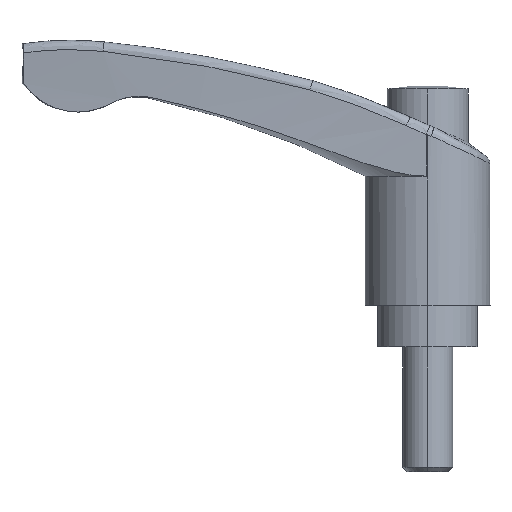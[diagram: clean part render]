
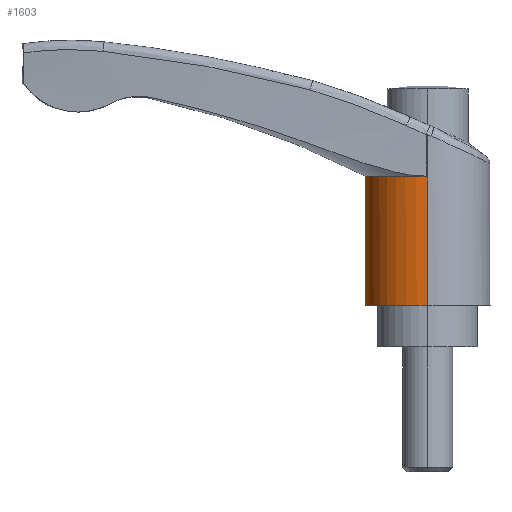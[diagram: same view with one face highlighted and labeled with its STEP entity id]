
A CAD part, left-side view. The second image highlights one B-rep face of the part: STEP entity #1603.
In plain terms, the highlighted cylindrical face has radius 10 mm (diameter 20 mm), a partial arc.
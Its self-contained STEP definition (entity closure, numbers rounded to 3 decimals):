
#22 = DIRECTION ( 'NONE',  ( 0., 0., -1. ) ) ;
#44 = AXIS2_PLACEMENT_3D ( 'NONE', #2124, #22, #1549 ) ;
#69 = B_SPLINE_CURVE_WITH_KNOTS ( 'NONE', 3,
 ( #82, #2139, #2724, #731 ),
 .UNSPECIFIED., .F., .F.,
 ( 4, 4 ),
 ( 0., 0.288 ),
 .UNSPECIFIED. ) ;
#82 = CARTESIAN_POINT ( 'NONE',  ( -9.998, 0.214, 34.035 ) ) ;
#119 = LINE ( 'NONE', #1632, #949 ) ;
#196 = CARTESIAN_POINT ( 'NONE',  ( -9.998, 0.214, 27.358 ) ) ;
#258 = CARTESIAN_POINT ( 'NONE',  ( -9.998, 0.214, 17.029 ) ) ;
#302 = CYLINDRICAL_SURFACE ( 'NONE', #810, 10. ) ;
#405 = EDGE_CURVE ( 'NONE', #2378, #2425, #69, .T. ) ;
#408 = ORIENTED_EDGE ( 'NONE', *, *, #3731, .T. ) ;
#439 = DIRECTION ( 'NONE',  ( 0., 0., 1. ) ) ;
#473 = EDGE_CURVE ( 'NONE', #2378, #772, #669, .T. ) ;
#520 = CARTESIAN_POINT ( 'NONE',  ( 9.998, 0.214, 34.035 ) ) ;
#537 = DIRECTION ( 'NONE',  ( 0., 0., -1. ) ) ;
#546 = CARTESIAN_POINT ( 'NONE',  ( 10., 0., 33.96 ) ) ;
#669 = LINE ( 'NONE', #258, #1131 ) ;
#716 = VERTEX_POINT ( 'NONE', #1241 ) ;
#731 = CARTESIAN_POINT ( 'NONE',  ( -10., 0., 33.96 ) ) ;
#761 = DIRECTION ( 'NONE',  ( 0., 0., 1. ) ) ;
#772 = VERTEX_POINT ( 'NONE', #196 ) ;
#810 = AXIS2_PLACEMENT_3D ( 'NONE', #1582, #439, #1976 ) ;
#918 = EDGE_CURVE ( 'NONE', #716, #2425, #119, .T. ) ;
#949 = VECTOR ( 'NONE', #2877, 1000. ) ;
#989 = CARTESIAN_POINT ( 'NONE',  ( 9.998, 0.214, 27.358 ) ) ;
#1034 = CIRCLE ( 'NONE', #44, 10. ) ;
#1040 = ORIENTED_EDGE ( 'NONE', *, *, #3231, .T. ) ;
#1089 = CARTESIAN_POINT ( 'NONE',  ( -9.998, 0.214, 34.035 ) ) ;
#1102 = DIRECTION ( 'NONE',  ( 0., 0., -1. ) ) ;
#1131 = VECTOR ( 'NONE', #537, 1000. ) ;
#1241 = CARTESIAN_POINT ( 'NONE',  ( -10., 0., 6.7 ) ) ;
#1267 = CARTESIAN_POINT ( 'NONE',  ( 0., 10., 27.358 ) ) ;
#1297 = DIRECTION ( 'NONE',  ( 1., 0., 0. ) ) ;
#1318 = ORIENTED_EDGE ( 'NONE', *, *, #3585, .T. ) ;
#1390 = CARTESIAN_POINT ( 'NONE',  ( -10., 0., 33.96 ) ) ;
#1452 = VERTEX_POINT ( 'NONE', #989 ) ;
#1532 = ORIENTED_EDGE ( 'NONE', *, *, #1984, .T. ) ;
#1549 = DIRECTION ( 'NONE',  ( 1., 0., 0. ) ) ;
#1564 = B_SPLINE_CURVE_WITH_KNOTS ( 'NONE', 3,
 ( #546, #2865, #2017, #520 ),
 .UNSPECIFIED., .F., .F.,
 ( 4, 4 ),
 ( 0.712, 1. ),
 .UNSPECIFIED. ) ;
#1582 = CARTESIAN_POINT ( 'NONE',  ( 0., 0., 17.029 ) ) ;
#1603 = ADVANCED_FACE ( 'NONE', ( #3675 ), #302, .T. ) ;
#1619 = EDGE_CURVE ( 'NONE', #3028, #3545, #2967, .T. ) ;
#1632 = CARTESIAN_POINT ( 'NONE',  ( -10., 0., 17.029 ) ) ;
#1666 = VERTEX_POINT ( 'NONE', #3462 ) ;
#1721 = CARTESIAN_POINT ( 'NONE',  ( 10., 0., 6.7 ) ) ;
#1920 = CARTESIAN_POINT ( 'NONE',  ( 9.998, 0.214, 17.029 ) ) ;
#1944 = LINE ( 'NONE', #1920, #3018 ) ;
#1957 = AXIS2_PLACEMENT_3D ( 'NONE', #3196, #1102, #2016 ) ;
#1976 = DIRECTION ( 'NONE',  ( 1., 0., 0. ) ) ;
#1984 = EDGE_CURVE ( 'NONE', #1452, #1666, #1944, .T. ) ;
#2016 = DIRECTION ( 'NONE',  ( 1., 0., 0. ) ) ;
#2017 = CARTESIAN_POINT ( 'NONE',  ( 9.999, 0.143, 34.01 ) ) ;
#2124 = CARTESIAN_POINT ( 'NONE',  ( 0., 0., 27.358 ) ) ;
#2139 = CARTESIAN_POINT ( 'NONE',  ( -9.999, 0.143, 34.01 ) ) ;
#2151 = ORIENTED_EDGE ( 'NONE', *, *, #1619, .F. ) ;
#2154 = DIRECTION ( 'NONE',  ( 0., 0., 1. ) ) ;
#2165 = ORIENTED_EDGE ( 'NONE', *, *, #473, .T. ) ;
#2378 = VERTEX_POINT ( 'NONE', #1089 ) ;
#2420 = EDGE_LOOP ( 'NONE', ( #1040, #2432, #2494, #2165, #408, #1318, #1532, #2971, #2151 ) ) ;
#2425 = VERTEX_POINT ( 'NONE', #1390 ) ;
#2432 = ORIENTED_EDGE ( 'NONE', *, *, #918, .T. ) ;
#2494 = ORIENTED_EDGE ( 'NONE', *, *, #405, .F. ) ;
#2590 = CARTESIAN_POINT ( 'NONE',  ( 10., 0., 33.96 ) ) ;
#2711 = EDGE_CURVE ( 'NONE', #3545, #1666, #1564, .T. ) ;
#2724 = CARTESIAN_POINT ( 'NONE',  ( -10., 0.071, 33.985 ) ) ;
#2865 = CARTESIAN_POINT ( 'NONE',  ( 10., 0.071, 33.985 ) ) ;
#2877 = DIRECTION ( 'NONE',  ( 0., 0., 1. ) ) ;
#2967 = LINE ( 'NONE', #3794, #3432 ) ;
#2971 = ORIENTED_EDGE ( 'NONE', *, *, #2711, .F. ) ;
#3018 = VECTOR ( 'NONE', #761, 1000. ) ;
#3028 = VERTEX_POINT ( 'NONE', #1721 ) ;
#3103 = CIRCLE ( 'NONE', #3780, 10. ) ;
#3190 = CIRCLE ( 'NONE', #1957, 10. ) ;
#3196 = CARTESIAN_POINT ( 'NONE',  ( 0., 0., 27.358 ) ) ;
#3211 = DIRECTION ( 'NONE',  ( 0., 0., 1. ) ) ;
#3231 = EDGE_CURVE ( 'NONE', #3028, #716, #3103, .T. ) ;
#3432 = VECTOR ( 'NONE', #3211, 1000. ) ;
#3462 = CARTESIAN_POINT ( 'NONE',  ( 9.998, 0.214, 34.035 ) ) ;
#3545 = VERTEX_POINT ( 'NONE', #2590 ) ;
#3585 = EDGE_CURVE ( 'NONE', #3808, #1452, #3190, .T. ) ;
#3641 = CARTESIAN_POINT ( 'NONE',  ( 0., 0., 6.7 ) ) ;
#3675 = FACE_OUTER_BOUND ( 'NONE', #2420, .T. ) ;
#3731 = EDGE_CURVE ( 'NONE', #772, #3808, #1034, .T. ) ;
#3780 = AXIS2_PLACEMENT_3D ( 'NONE', #3641, #2154, #1297 ) ;
#3794 = CARTESIAN_POINT ( 'NONE',  ( 10., 0., 17.029 ) ) ;
#3808 = VERTEX_POINT ( 'NONE', #1267 ) ;
